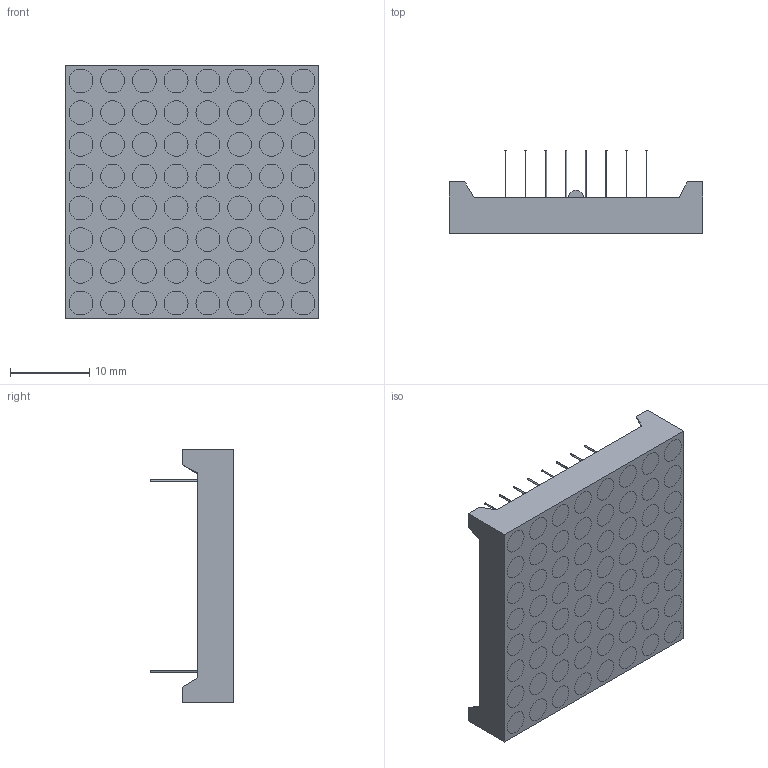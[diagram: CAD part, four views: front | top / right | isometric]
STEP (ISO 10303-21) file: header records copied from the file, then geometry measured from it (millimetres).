
FILE_DESCRIPTION (( 'STEP AP214' ), '1' );
FILE_NAME ('1088.STEP', '2021-04-05T12:07:23', ( '' ), ( '' ), 'SwSTEP 2.0', 'SolidWorks 2017', '' );
FILE_SCHEMA (( 'AUTOMOTIVE_DESIGN' ));
Length unit declared in the file: millimetre
Products named in the file (5): 1088-shell; 1088-bottom-fill^1088; 1088-led_array; 1088; 1088-lead
Assembly tree (19 placements, depth 2):
  1088
    1088-led_array
    1088-shell
    1088-lead  x16
    1088-bottom-fill^1088
Bounding box: 32 x 10.5 x 32 mm (x, y, z)
Volume: 3848.2 mm3; surface area: 7538.7 mm2
Topology: 82 solids, 82 shells, 482 faces, 954 edges, 636 vertices
Faces by surface type: cylinder 289, plane 193
Entity records: 12518 total; most frequent: DIRECTION 2270, CARTESIAN_POINT 1884, ORIENTED_EDGE 1728, AXIS2_PLACEMENT_3D 962, EDGE_CURVE 864, VERTEX_POINT 576, EDGE_LOOP 550, CIRCLE 518
